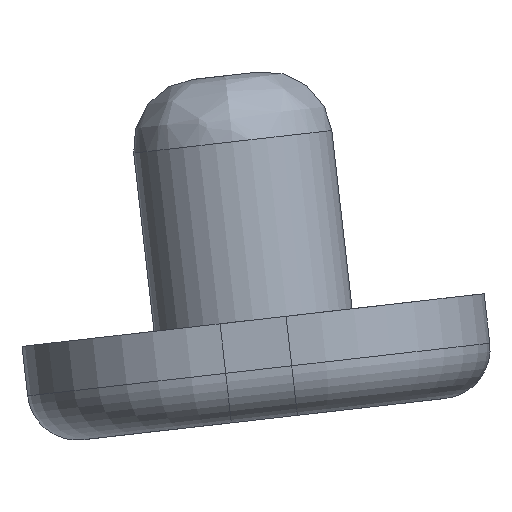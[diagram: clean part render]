
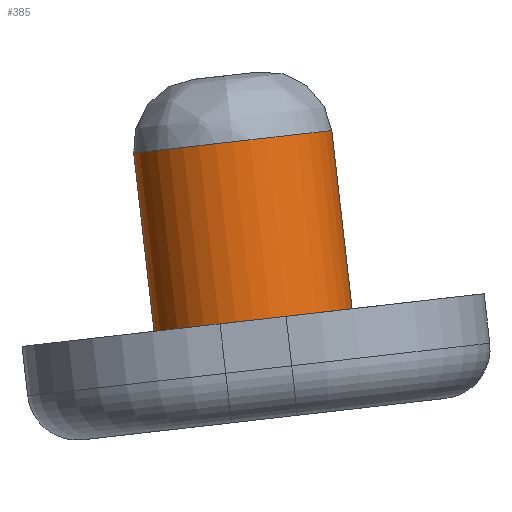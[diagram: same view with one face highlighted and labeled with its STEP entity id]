
A CAD part, left-side view. The second image highlights one B-rep face of the part: STEP entity #385.
In plain terms, the highlighted cylindrical face has radius 1.5 mm (diameter 3 mm), a full revolution.
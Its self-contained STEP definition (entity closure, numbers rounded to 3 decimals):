
#33=LINE('',#721,#56);
#56=VECTOR('',#511,1.5);
#79=CYLINDRICAL_SURFACE('',#434,1.5);
#95=FACE_OUTER_BOUND('',#122,.T.);
#122=EDGE_LOOP('',(#287,#288,#289,#290));
#155=CIRCLE('',#433,1.5);
#156=CIRCLE('',#435,1.5);
#184=VERTEX_POINT('',#716);
#185=VERTEX_POINT('',#720);
#222=EDGE_CURVE('',#184,#184,#155,.T.);
#223=EDGE_CURVE('',#184,#185,#33,.T.);
#224=EDGE_CURVE('',#185,#185,#156,.T.);
#287=ORIENTED_EDGE('',*,*,#222,.F.);
#288=ORIENTED_EDGE('',*,*,#223,.T.);
#289=ORIENTED_EDGE('',*,*,#224,.F.);
#290=ORIENTED_EDGE('',*,*,#223,.F.);
#385=ADVANCED_FACE('',(#95),#79,.T.);
#433=AXIS2_PLACEMENT_3D('',#718,#507,#508);
#434=AXIS2_PLACEMENT_3D('',#719,#509,#510);
#435=AXIS2_PLACEMENT_3D('',#722,#512,#513);
#507=DIRECTION('center_axis',(0.,0.113,0.994));
#508=DIRECTION('ref_axis',(1.,0.,0.));
#509=DIRECTION('center_axis',(0.,0.113,0.994));
#510=DIRECTION('ref_axis',(1.,0.,0.));
#511=DIRECTION('',(0.,-0.113,-0.994));
#512=DIRECTION('center_axis',(0.,-0.113,-0.994));
#513=DIRECTION('ref_axis',(1.,0.,0.));
#716=CARTESIAN_POINT('',(-162.581,-62.983,-6.755));
#718=CARTESIAN_POINT('Origin',(-161.081,-62.983,-6.755));
#719=CARTESIAN_POINT('Origin',(-161.081,-63.323,-9.736));
#720=CARTESIAN_POINT('',(-162.581,-63.289,-9.438));
#721=CARTESIAN_POINT('',(-162.581,-63.323,-9.736));
#722=CARTESIAN_POINT('Origin',(-161.081,-63.289,-9.438));
